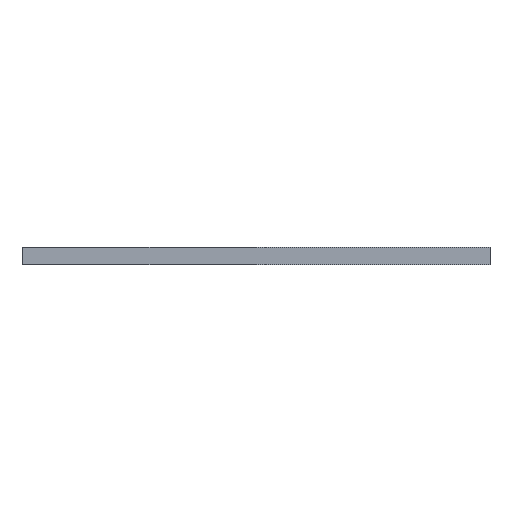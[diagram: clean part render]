
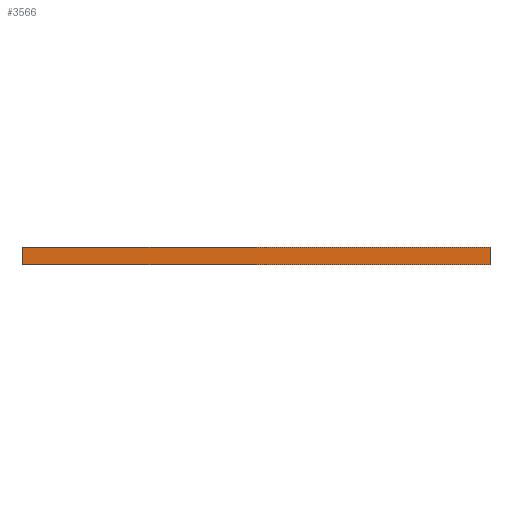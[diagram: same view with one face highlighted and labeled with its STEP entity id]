
A CAD part, left-side view. The second image highlights one B-rep face of the part: STEP entity #3566.
In plain terms, the highlighted planar face has unit normal (-1, 0, 0).
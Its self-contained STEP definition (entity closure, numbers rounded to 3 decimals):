
#58 = CARTESIAN_POINT ( 'NONE',  ( -22.4, -22.875, 0.85 ) ) ;
#131 = EDGE_CURVE ( 'NONE', #402, #1327, #3789, .T. ) ;
#163 = EDGE_LOOP ( 'NONE', ( #2678, #3017, #2286, #2717 ) ) ;
#402 = VERTEX_POINT ( 'NONE', #1010 ) ;
#696 = CARTESIAN_POINT ( 'NONE',  ( -22.4, -22.875, 0.85 ) ) ;
#700 = PLANE ( 'NONE',  #913 ) ;
#826 = VECTOR ( 'NONE', #3676, 1000. ) ;
#913 = AXIS2_PLACEMENT_3D ( 'NONE', #58, #1938, #977 ) ;
#977 = DIRECTION ( 'NONE',  ( 0., 0., 1. ) ) ;
#1010 = CARTESIAN_POINT ( 'NONE',  ( -22.4, -22.875, 0.85 ) ) ;
#1040 = FACE_OUTER_BOUND ( 'NONE', #163, .T. ) ;
#1044 = CARTESIAN_POINT ( 'NONE',  ( -22.4, 22.875, 0.85 ) ) ;
#1241 = CARTESIAN_POINT ( 'NONE',  ( -22.4, -22.875, -0.85 ) ) ;
#1310 = DIRECTION ( 'NONE',  ( 0., 0., -1. ) ) ;
#1327 = VERTEX_POINT ( 'NONE', #1044 ) ;
#1412 = CARTESIAN_POINT ( 'NONE',  ( -22.4, -22.875, -0.85 ) ) ;
#1621 = LINE ( 'NONE', #2700, #826 ) ;
#1719 = DIRECTION ( 'NONE',  ( 0., 1., 0. ) ) ;
#1862 = VERTEX_POINT ( 'NONE', #4017 ) ;
#1938 = DIRECTION ( 'NONE',  ( -1., 0., 0. ) ) ;
#2059 = CARTESIAN_POINT ( 'NONE',  ( -22.4, -22.875, 0.85 ) ) ;
#2286 = ORIENTED_EDGE ( 'NONE', *, *, #131, .T. ) ;
#2620 = VERTEX_POINT ( 'NONE', #1412 ) ;
#2678 = ORIENTED_EDGE ( 'NONE', *, *, #3376, .F. ) ;
#2690 = LINE ( 'NONE', #1241, #2736 ) ;
#2700 = CARTESIAN_POINT ( 'NONE',  ( -22.4, 22.875, 0.85 ) ) ;
#2717 = ORIENTED_EDGE ( 'NONE', *, *, #2738, .T. ) ;
#2736 = VECTOR ( 'NONE', #3083, 1000. ) ;
#2738 = EDGE_CURVE ( 'NONE', #1327, #1862, #1621, .T. ) ;
#3017 = ORIENTED_EDGE ( 'NONE', *, *, #3695, .F. ) ;
#3083 = DIRECTION ( 'NONE',  ( 0., 1., 0. ) ) ;
#3376 = EDGE_CURVE ( 'NONE', #2620, #1862, #2690, .T. ) ;
#3519 = LINE ( 'NONE', #696, #3761 ) ;
#3566 = ADVANCED_FACE ( 'NONE', ( #1040 ), #700, .T. ) ;
#3676 = DIRECTION ( 'NONE',  ( 0., 0., -1. ) ) ;
#3695 = EDGE_CURVE ( 'NONE', #402, #2620, #3519, .T. ) ;
#3699 = VECTOR ( 'NONE', #1719, 1000. ) ;
#3761 = VECTOR ( 'NONE', #1310, 1000. ) ;
#3789 = LINE ( 'NONE', #2059, #3699 ) ;
#4017 = CARTESIAN_POINT ( 'NONE',  ( -22.4, 22.875, -0.85 ) ) ;
